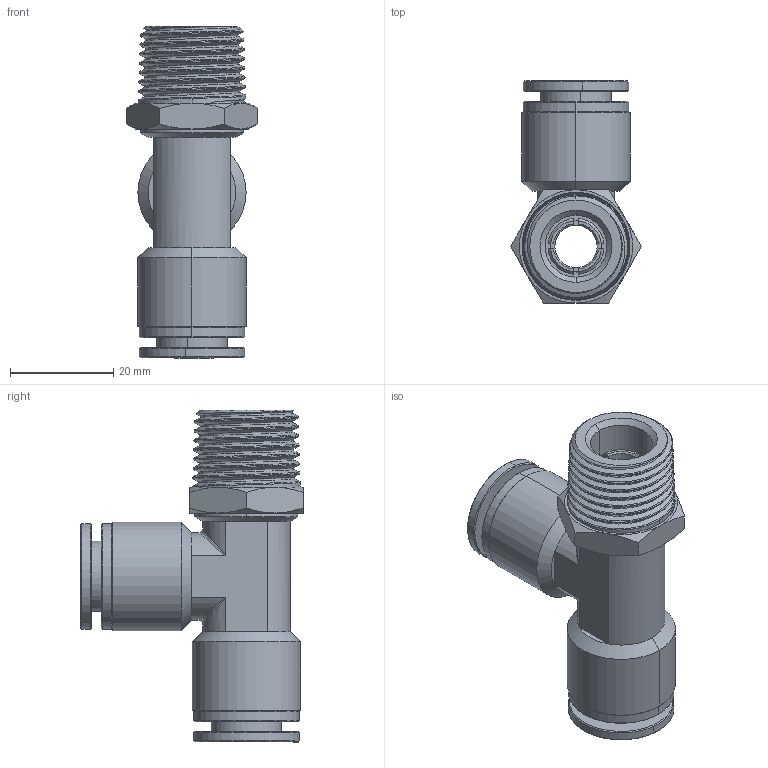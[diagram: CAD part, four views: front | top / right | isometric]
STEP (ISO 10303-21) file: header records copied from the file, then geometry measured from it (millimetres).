
FILE_DESCRIPTION (( 'STEP AP214' ), '1' );
FILE_NAME ('RTS12R1-2W.STEP', '2018-07-26T16:57:45', ( '' ), ( '' ), 'SwSTEP 2.0', 'SolidWorks 2016', '' );
FILE_SCHEMA (( 'AUTOMOTIVE_DESIGN' ));
Length unit declared in the file: millimetre
Products named in the file (1): RTS12R1-2W
Bounding box: 25.4 x 43.13 x 64.44 mm (x, y, z)
Volume: 15925.9 mm3; surface area: 18742.5 mm2
Topology: 12 solids, 12 shells, 987 faces, 2696 edges, 1747 vertices
Faces by surface type: plane 348, cone 313, cylinder 162, bspline 160, torus 4
Entity records: 52256 total; most frequent: CARTESIAN_POINT 18334, ORIENTED_EDGE 5392, DIRECTION 4090, EDGE_CURVE 2696, VERTEX_POINT 1747, AXIS2_PLACEMENT_3D 1665, B_SPLINE_CURVE_WITH_KNOTS 1062, EDGE_LOOP 1027
